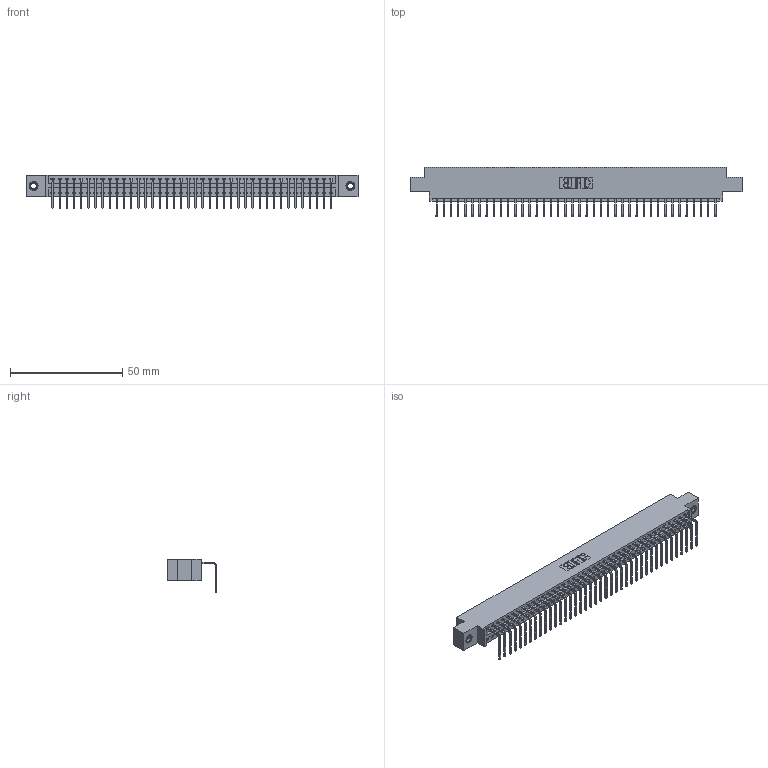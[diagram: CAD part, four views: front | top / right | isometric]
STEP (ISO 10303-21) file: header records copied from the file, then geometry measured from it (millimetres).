
FILE_DESCRIPTION (( 'STEP AP203' ), '1' );
FILE_NAME ('396-040-558-607.STEP', '2018-09-06T21:42:04', ( '' ), ( '' ), 'SwSTEP 2.0', 'SolidWorks 2016', '' );
FILE_SCHEMA (( 'CONFIG_CONTROL_DESIGN' ));
Length unit declared in the file: inch
Products named in the file (4): 346 Part_0.170 Offset - 0.156 Dia-TI; 345-292-001_558 Tail - 2; 345-250-001_345-250-005-103; 396-040-558-607
Assembly tree (43 placements, depth 2):
  396-040-558-607
    346 Part_0.170 Offset - 0.156 Dia-TI
    345-292-001_558 Tail - 2  x40
    345-250-001_345-250-005-103  x2
Bounding box: 147.57 x 22.16 x 14.73 mm (x, y, z)
Volume: 14077.5 mm3; surface area: 18563.5 mm2
Topology: 43 solids, 43 shells, 2586 faces, 7757 edges, 5110 vertices
Faces by surface type: plane 1792, cylinder 778, cone 12, torus 4
Entity records: 26496 total; most frequent: CARTESIAN_POINT 4527, ORIENTED_EDGE 4494, DIRECTION 4021, EDGE_CURVE 2247, VECTOR 1935, LINE 1935, VERTEX_POINT 1492, AXIS2_PLACEMENT_3D 1043
